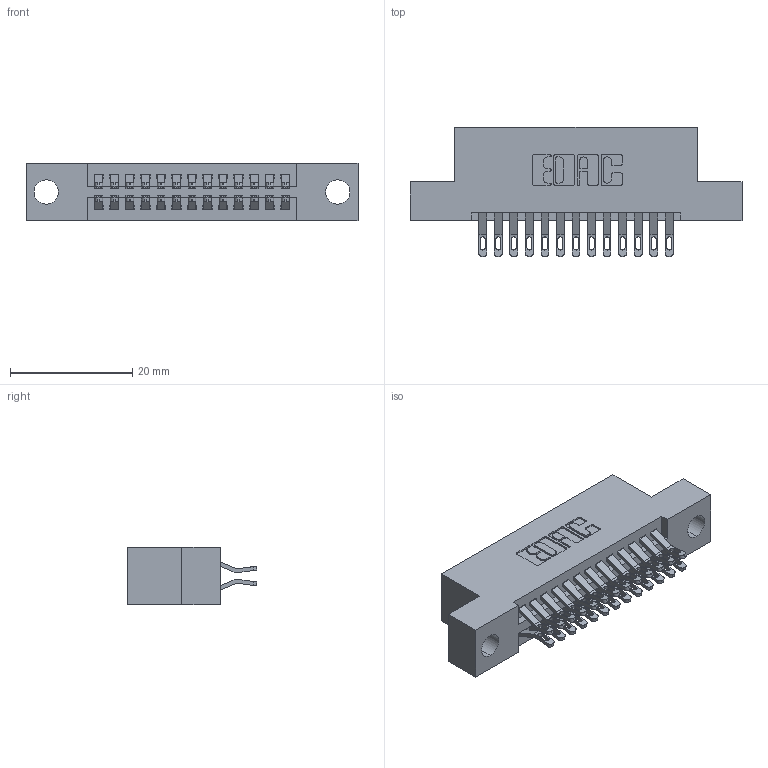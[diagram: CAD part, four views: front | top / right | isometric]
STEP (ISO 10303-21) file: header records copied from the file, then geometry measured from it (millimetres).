
FILE_DESCRIPTION (( 'STEP AP203' ), '1' );
FILE_NAME ('395-026-555-204.STEP', '2021-06-16T19:34:03', ( '' ), ( '' ), 'SwSTEP 2.0', 'SolidWorks 2020', '' );
FILE_SCHEMA (( 'CONFIG_CONTROL_DESIGN' ));
Length unit declared in the file: inch
Products named in the file (3): 395-026-555-204; 345-292-001_555 Tail; 345 Part_Flush Mounting Lugs - 0.156 Dia-TI
Assembly tree (27 placements, depth 2):
  395-026-555-204
    345 Part_Flush Mounting Lugs - 0.156 Dia-TI
    345-292-001_555 Tail  x26
Bounding box: 54.23 x 21.13 x 9.4 mm (x, y, z)
Volume: 4968.1 mm3; surface area: 6896 mm2
Topology: 27 solids, 27 shells, 1596 faces, 4979 edges, 3318 vertices
Faces by surface type: plane 900, cylinder 696
Entity records: 14849 total; most frequent: CARTESIAN_POINT 2556, ORIENTED_EDGE 2458, DIRECTION 2257, EDGE_CURVE 1229, VECTOR 1025, LINE 1025, VERTEX_POINT 818, AXIS2_PLACEMENT_3D 616
